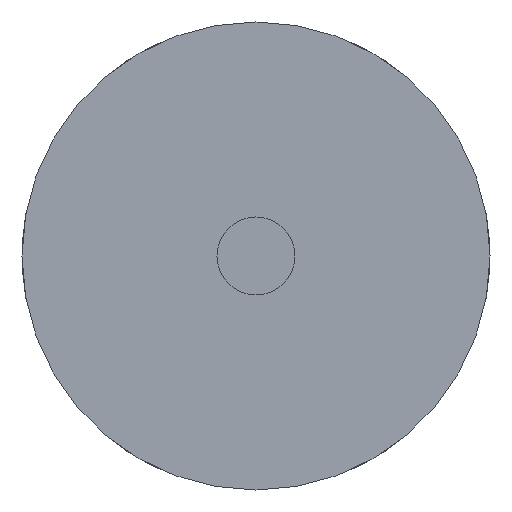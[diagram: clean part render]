
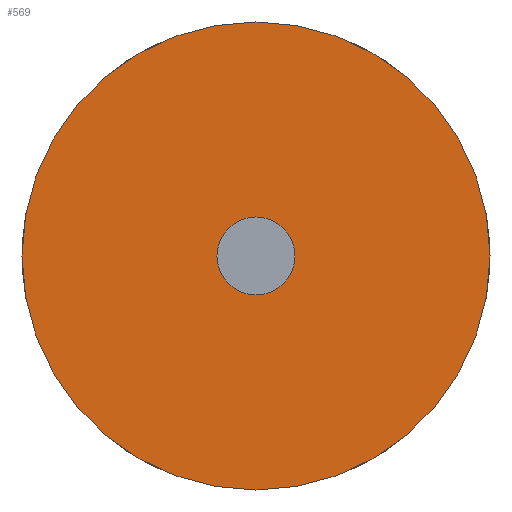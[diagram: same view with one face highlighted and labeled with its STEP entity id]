
A CAD part, front view. The second image highlights one B-rep face of the part: STEP entity #569.
In plain terms, the highlighted planar face has unit normal (0, -1, 0).
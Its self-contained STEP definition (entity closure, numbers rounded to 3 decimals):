
#16=FACE_BOUND('',#141,.T.);
#104=FACE_OUTER_BOUND('',#140,.T.);
#140=EDGE_LOOP('',(#509));
#141=EDGE_LOOP('',(#510));
#177=CIRCLE('',#658,2.5);
#178=CIRCLE('',#660,15.);
#265=VERTEX_POINT('',#1376);
#266=VERTEX_POINT('',#1380);
#348=EDGE_CURVE('',#265,#265,#177,.T.);
#349=EDGE_CURVE('',#266,#266,#178,.T.);
#509=ORIENTED_EDGE('',*,*,#349,.F.);
#510=ORIENTED_EDGE('',*,*,#348,.T.);
#538=PLANE('',#659);
#569=ADVANCED_FACE('',(#104,#16),#538,.T.);
#658=AXIS2_PLACEMENT_3D('',#1378,#806,#807);
#659=AXIS2_PLACEMENT_3D('',#1379,#808,#809);
#660=AXIS2_PLACEMENT_3D('',#1381,#810,#811);
#806=DIRECTION('center_axis',(0.,1.,0.));
#807=DIRECTION('ref_axis',(1.,0.,0.));
#808=DIRECTION('center_axis',(0.,-1.,0.));
#809=DIRECTION('ref_axis',(0.,0.,-1.));
#810=DIRECTION('center_axis',(0.,1.,0.));
#811=DIRECTION('ref_axis',(1.,0.,0.));
#1376=CARTESIAN_POINT('',(0.,0.,-2.5));
#1378=CARTESIAN_POINT('Origin',(0.,0.,0.));
#1379=CARTESIAN_POINT('Origin',(0.,0.,15.));
#1380=CARTESIAN_POINT('',(0.,0.,-15.));
#1381=CARTESIAN_POINT('Origin',(0.,0.,0.));
